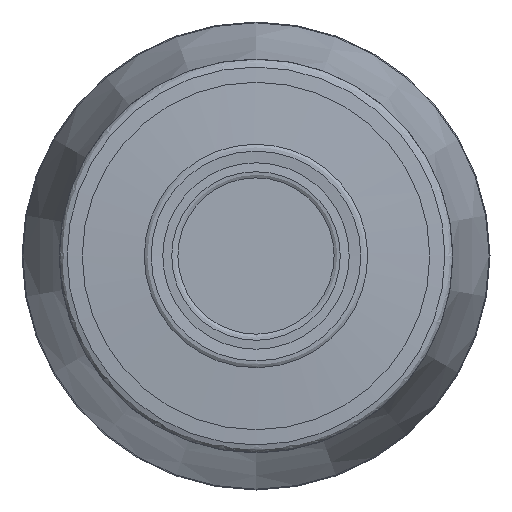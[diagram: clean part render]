
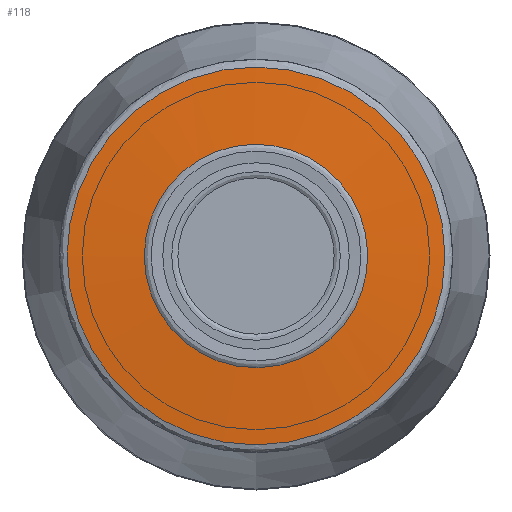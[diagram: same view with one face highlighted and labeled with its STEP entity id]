
A CAD part, left-side view. The second image highlights one B-rep face of the part: STEP entity #118.
In plain terms, the highlighted face is a revolution surface.
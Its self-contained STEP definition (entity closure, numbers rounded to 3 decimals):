
#28=SURFACE_OF_REVOLUTION('',#46,#37);
#37=AXIS1_PLACEMENT('',#650,#552);
#46=LINE('',#649,#51);
#51=VECTOR('',#551,7.301);
#118=ADVANCED_FACE('',(#173,#174),#28,.F.);
#173=FACE_BOUND('',#233,.T.);
#174=FACE_BOUND('',#234,.T.);
#233=EDGE_LOOP('',(#293));
#234=EDGE_LOOP('',(#294));
#293=ORIENTED_EDGE('',*,*,#363,.F.);
#294=ORIENTED_EDGE('',*,*,#364,.T.);
#333=VERTEX_POINT('',#646);
#334=VERTEX_POINT('',#648);
#363=EDGE_CURVE('',#333,#333,#393,.T.);
#364=EDGE_CURVE('',#334,#334,#394,.T.);
#393=CIRCLE('',#447,17.762);
#394=CIRCLE('',#448,10.502);
#447=AXIS2_PLACEMENT_3D('',#645,#547,#548);
#448=AXIS2_PLACEMENT_3D('',#647,#549,#550);
#547=DIRECTION('',(1.,0.,0.));
#548=DIRECTION('',(0.,0.,-1.));
#549=DIRECTION('',(1.,0.,0.));
#550=DIRECTION('',(0.,0.,-1.));
#551=DIRECTION('',(-0.07,0.992,-0.104));
#552=DIRECTION('',(1.,0.,0.));
#645=CARTESIAN_POINT('',(0.743,0.,0.));
#646=CARTESIAN_POINT('',(0.743,0.,-17.762));
#647=CARTESIAN_POINT('',(0.234,0.,0.));
#648=CARTESIAN_POINT('',(0.234,0.,-10.502));
#649=CARTESIAN_POINT('',(0.743,-17.516,2.948));
#650=CARTESIAN_POINT('',(8.,0.,0.));
